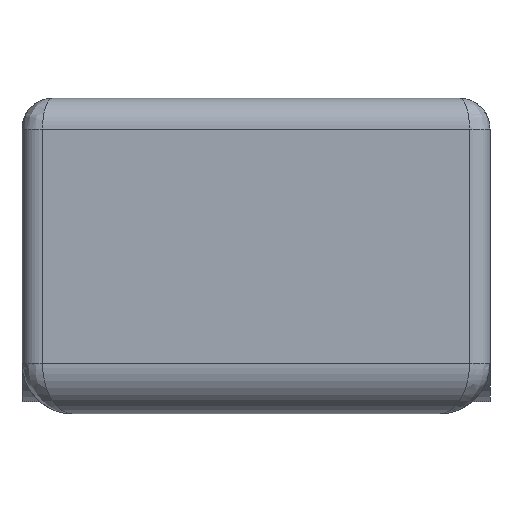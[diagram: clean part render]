
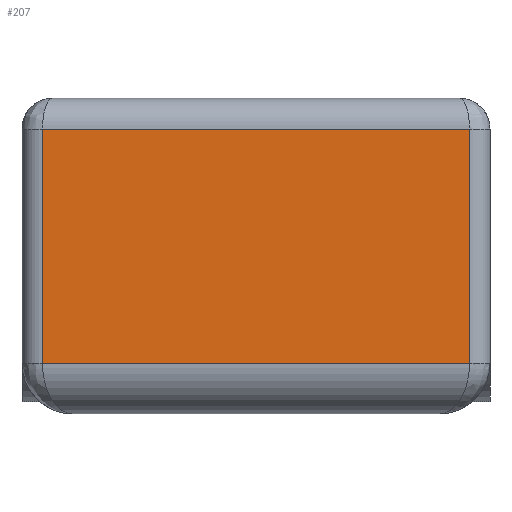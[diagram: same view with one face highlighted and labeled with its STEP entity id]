
A CAD part, front view. The second image highlights one B-rep face of the part: STEP entity #207.
In plain terms, the highlighted planar face has unit normal (0, -1, 0).
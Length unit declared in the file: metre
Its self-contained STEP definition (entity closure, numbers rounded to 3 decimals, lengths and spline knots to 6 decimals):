
#207=ADVANCED_FACE('0:130',(#383),#384,.T.);
#383=FACE_OUTER_BOUND('',#659,.T.);
#384=PLANE('',#660);
#659=EDGE_LOOP('',(#977,#978,#979,#980));
#660=AXIS2_PLACEMENT_3D('',#981,#982,#983);
#977=ORIENTED_EDGE('',*,*,#1340,.F.);
#978=ORIENTED_EDGE('',*,*,#1313,.F.);
#979=ORIENTED_EDGE('',*,*,#1341,.F.);
#980=ORIENTED_EDGE('',*,*,#1342,.F.);
#981=CARTESIAN_POINT('',(0.0,-0.000835,0.000053));
#982=DIRECTION('',(0.0,-1.0,0.0));
#983=DIRECTION('',(0.0,0.0,1.0));
#1313=EDGE_CURVE('0:181',#1487,#1480,#1490,.T.);
#1340=EDGE_CURVE('0:241',#1480,#1498,#1531,.F.);
#1341=EDGE_CURVE('0:244',#1513,#1487,#1532,.T.);
#1342=EDGE_CURVE('0:247',#1498,#1513,#1533,.T.);
#1480=VERTEX_POINT('',#1716);
#1487=VERTEX_POINT('',#1723);
#1490=LINE('',#1726,#1727);
#1498=VERTEX_POINT('',#1736);
#1513=VERTEX_POINT('',#1753);
#1531=LINE('',#1782,#1783);
#1532=LINE('',#1784,#1785);
#1533=LINE('',#1786,#1787);
#1716=CARTESIAN_POINT('',(-0.000365,-0.000835,-0.0004));
#1723=CARTESIAN_POINT('',(0.000365,-0.000835,-0.0004));
#1726=CARTESIAN_POINT('',(0.0,-0.000835,-0.0004));
#1727=VECTOR('',#2002,1.0);
#1736=CARTESIAN_POINT('',(-0.000365,-0.000835,0.0));
#1753=CARTESIAN_POINT('',(0.000365,-0.000835,0.0));
#1782=CARTESIAN_POINT('',(-0.000365,-0.000835,0.000053));
#1783=VECTOR('',#2038,1.0);
#1784=CARTESIAN_POINT('',(0.000365,-0.000835,0.000053));
#1785=VECTOR('',#2039,1.0);
#1786=CARTESIAN_POINT('',(0.0,-0.000835,0.0));
#1787=VECTOR('',#2040,1.0);
#2002=DIRECTION('',(-1.0,0.0,0.0));
#2038=DIRECTION('',(0.0,0.0,-1.0));
#2039=DIRECTION('',(0.0,0.0,-1.0));
#2040=DIRECTION('',(1.0,0.0,0.0));
